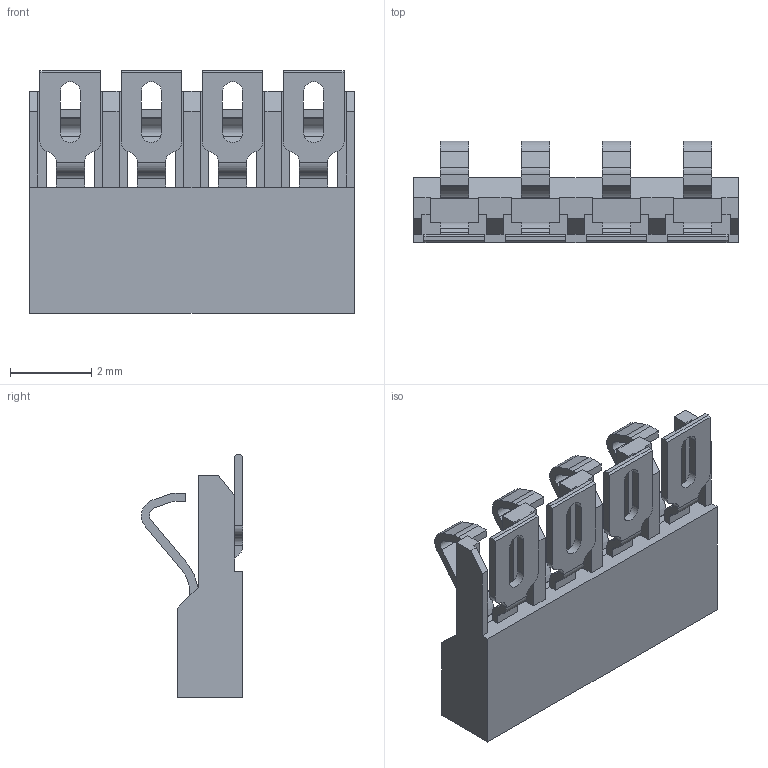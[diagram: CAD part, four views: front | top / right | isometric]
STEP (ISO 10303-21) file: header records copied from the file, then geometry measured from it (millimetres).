
FILE_DESCRIPTION(/* description */ (''),/* implementation_level */ '2;1');
FILE_NAME(/* name */ '0472861001.stp',/* time_stamp */ '2019-05-09T20:25:16+02:00',/* author */ ('sawaiz'),/* organization */ (''),/* preprocessor_version */ 'ST-DEVELOPER v18',/* originating_system */ 'Autodesk Inventor 2020',/* authorisation */ '');
FILE_SCHEMA (('AUTOMOTIVE_DESIGN { 1 0 10303 214 3 1 1 }'));
Length unit declared in the file: millimetre
Products named in the file (1): 472861001
Bounding box: 8 x 2.5 x 5.98 mm (x, y, z)
Volume: 44.7 mm3; surface area: 180.4 mm2
Topology: 1 solids, 1 shells, 267 faces, 751 edges, 498 vertices
Faces by surface type: plane 199, cylinder 68
Entity records: 8714 total; most frequent: CARTESIAN_POINT 1517, ORIENTED_EDGE 1502, DIRECTION 1423, EDGE_CURVE 751, LINE 615, VECTOR 615, VERTEX_POINT 498, AXIS2_PLACEMENT_3D 404
